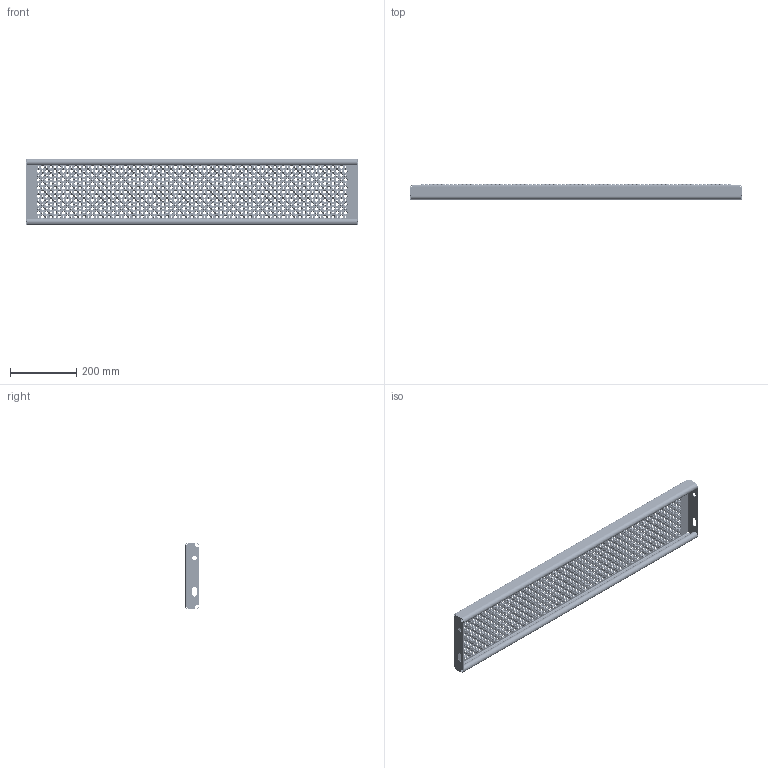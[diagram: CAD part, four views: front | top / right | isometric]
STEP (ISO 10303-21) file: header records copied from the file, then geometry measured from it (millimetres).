
FILE_DESCRIPTION (( 'STEP AP203' ), '1' );
FILE_NAME ('20626_ACHILTRIN_200x1000x45_M_OPTRÆK.STEP', '2011-08-15T07:23:00', ( 'JKJ' ), ( '' ), 'SwSTEP 2.0', 'SolidWorks 2011', '' );
FILE_SCHEMA (( 'CONFIG_CONTROL_DESIGN' ));
Products named in the file (1): 20626_ACHILTRIN_200x1000x45_M_OPTRÆK
Bounding box: 1000 x 45 x 200 mm (x, y, z)
Volume: 739922.2 mm3; surface area: 779300.9 mm2
Topology: 1 solids, 1 shells, 7957 faces, 18200 edges, 11370 vertices
Faces by surface type: cone 4500, cylinder 2286, plane 1163, bspline 8
Entity records: 232457 total; most frequent: DIRECTION 45374, CARTESIAN_POINT 38120, ORIENTED_EDGE 36400, AXIS2_PLACEMENT_3D 19256, EDGE_CURVE 18200, VERTEX_POINT 11370, EDGE_LOOP 11340, CIRCLE 11306
